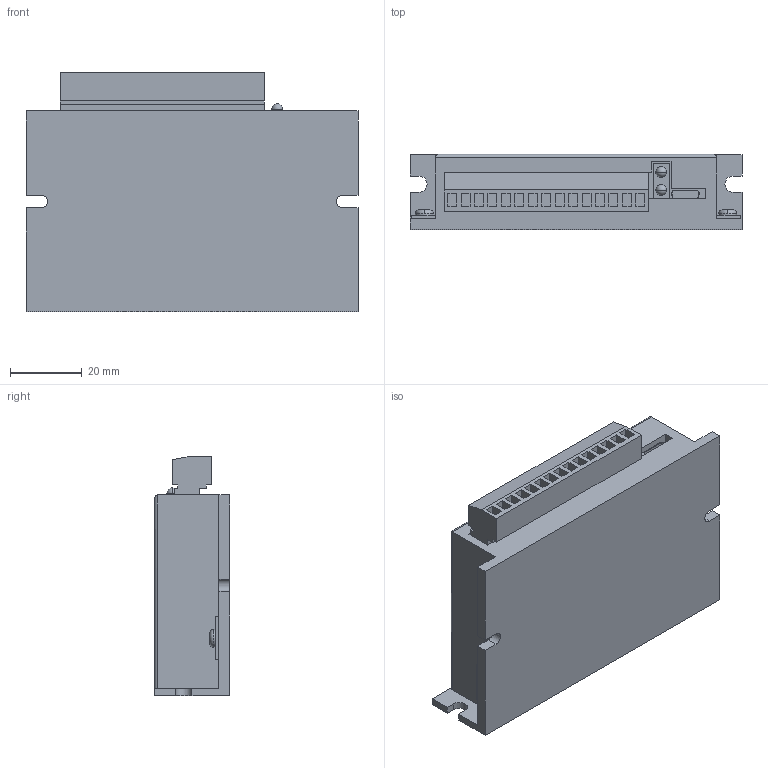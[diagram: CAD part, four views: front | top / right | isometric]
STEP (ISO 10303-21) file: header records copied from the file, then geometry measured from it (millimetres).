
FILE_DESCRIPTION (( 'STEP AP203' ), '1' );
FILE_NAME ('5R42.STEP', '2023-10-31T09:09:33', ( '' ), ( '' ), 'SwSTEP 2.0', 'SolidWorks 2020', '' );
FILE_SCHEMA (( 'CONFIG_CONTROL_DESIGN' ));
Length unit declared in the file: millimetre
Products named in the file (1): 5R42
Bounding box: 92.6 x 21 x 66.8 mm (x, y, z)
Volume: 100059.7 mm3; surface area: 20414.9 mm2
Topology: 1 solids, 1 shells, 268 faces, 658 edges, 434 vertices
Faces by surface type: plane 214, cylinder 46, sphere 4, torus 4
Entity records: 7831 total; most frequent: CARTESIAN_POINT 1355, ORIENTED_EDGE 1300, DIRECTION 1286, EDGE_CURVE 650, LINE 548, VECTOR 548, VERTEX_POINT 430, AXIS2_PLACEMENT_3D 369
